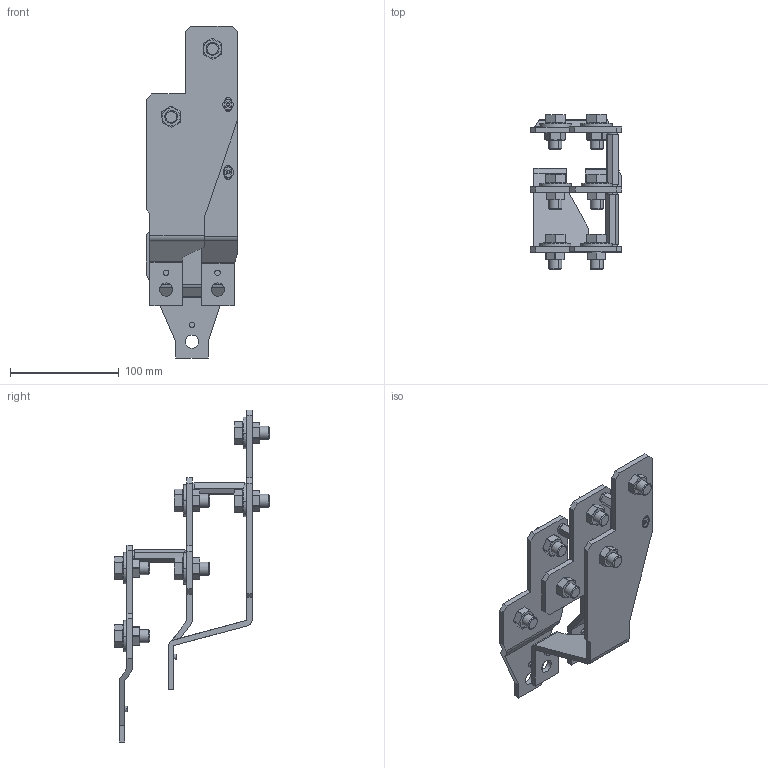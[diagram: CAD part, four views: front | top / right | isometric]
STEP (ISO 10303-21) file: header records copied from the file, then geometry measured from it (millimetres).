
FILE_DESCRIPTION((''),'2;1');
FILE_NAME('1SEB619277_ASM','2020-08-05T13:09:31',('FIALPRI1'),(''),'CREO PARAMETRIC BY PTC INC, 2019164','CREO PARAMETRIC BY PTC INC, 2019164','');
FILE_SCHEMA(('AUTOMOTIVE_DESIGN { 1 0 10303 214 1 1 1 1 }'));
Products named in the file (13): NHSN520033P0120_C; 1SEP619361P0001_A02; 1SEP619522R0001_A_ASM; 1SEP619360P0001_A01; 1SEP619518R0001_A_ASM; 1SEP619359P0001_A02; 1SEP619523R0001_A_ASM; NHSN660009P0550_A; HCSN401050P0207_01; HCSN401050P0209_01; GZN490084P0111_01; NB312333P8115_01; 1SEB619277_ASM
Assembly tree (30 placements, depth 3):
  1SEB619277_ASM
    1SEP619522R0001_A_ASM
      NHSN520033P0120_C  x2
      1SEP619361P0001_A02
    1SEP619518R0001_A_ASM
      NHSN520033P0120_C  x2
      1SEP619360P0001_A01
    1SEP619523R0001_A_ASM
      NHSN520033P0120_C  x2
      1SEP619359P0001_A02
    NHSN660009P0550_A  x2
    HCSN401050P0207_01  x2
    HCSN401050P0209_01  x2
    GZN490084P0111_01  x6
    NB312333P8115_01  x6
Bounding box: 84.22 x 142.69 x 305.29 mm (x, y, z)
Volume: 229732.6 mm3; surface area: 114516.8 mm2
Topology: 27 solids, 27 shells, 686 faces, 2170 edges, 1926 vertices
Faces by surface type: plane 338, cylinder 180, cone 128, torus 24, extrusion 16
Entity records: 24798 total; most frequent: CARTESIAN_POINT 2997, DIRECTION 2431, ORIENTED_EDGE 1944, PRESENTATION_STYLE_ASSIGNMENT 1141, PROPERTY_DEFINITION 1139, STYLED_ITEM 1128, REPRESENTATION 1127, PROPERTY_DEFINITION_REPRESENTATION 1127
